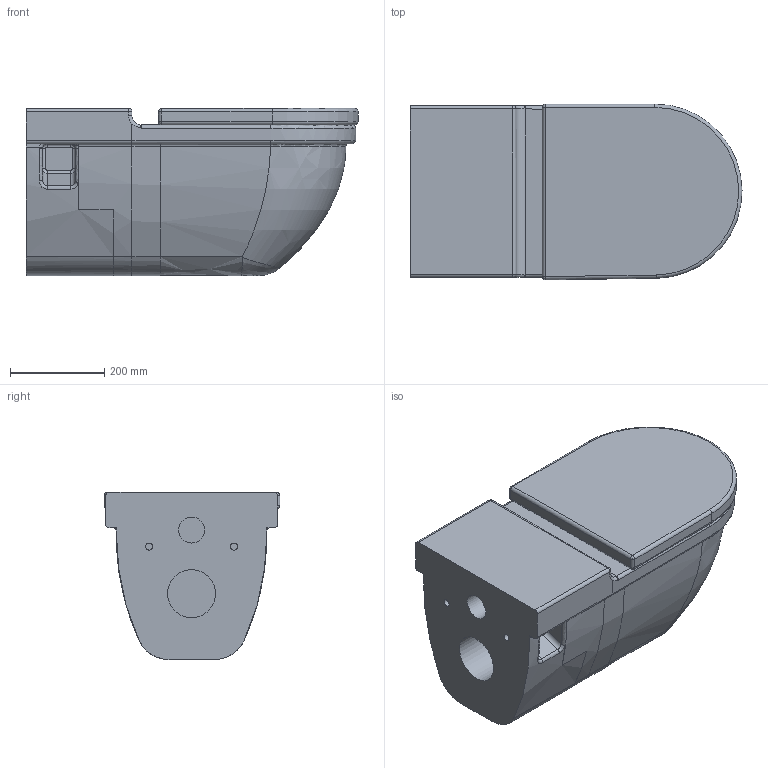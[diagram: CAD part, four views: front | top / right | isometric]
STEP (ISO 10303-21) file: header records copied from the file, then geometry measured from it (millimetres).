
FILE_DESCRIPTION((''),'2;1');
FILE_NAME('220309.stp','2016-01-07T18:05:10',('Administrator'),(''),'Autodesk Inventor 2011','Autodesk Inventor 2011','');
FILE_SCHEMA(('CONFIG_CONTROL_DESIGN'));
Length unit declared in the file: millimetre
Products named in the file (3): 220309; 006381
Assembly tree (2 placements, depth 2):
  220309
    220309
    006381
Bounding box: 705.22 x 373.3 x 355 mm (x, y, z)
Volume: 50974688.8 mm3; surface area: 1596218.9 mm2
Topology: 2 solids, 4 shells, 207 faces, 490 edges, 295 vertices
Faces by surface type: bspline 73, cylinder 61, plane 49, torus 18, sphere 6
Full cylindrical faces by diameter (mm): 15 x6, 26 x2, 55 x1, 102 x1
Entity records: 17258 total; most frequent: CARTESIAN_POINT 12615, ORIENTED_EDGE 938, DIRECTION 839, EDGE_CURVE 469, AXIS2_PLACEMENT_3D 330, VERTEX_POINT 291, EDGE_LOOP 232, FACE_OUTER_BOUND 207
